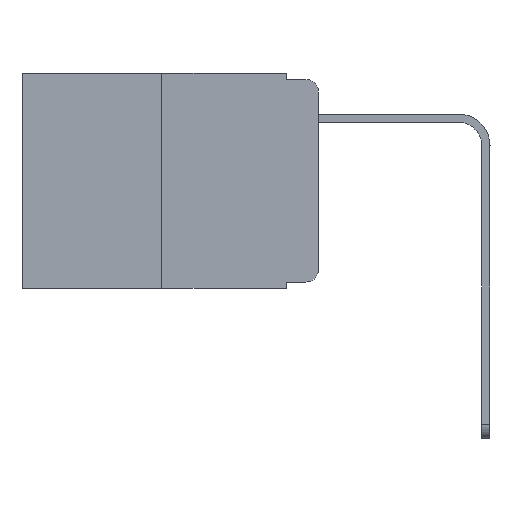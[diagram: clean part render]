
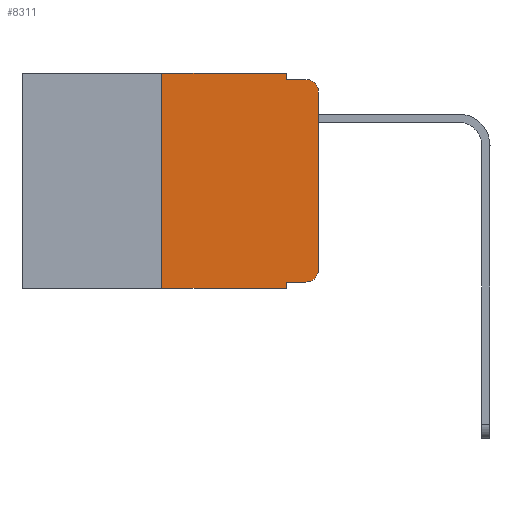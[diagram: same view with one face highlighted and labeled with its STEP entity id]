
A CAD part, left-side view. The second image highlights one B-rep face of the part: STEP entity #8311.
In plain terms, the highlighted planar face has unit normal (-1, 0, 0).
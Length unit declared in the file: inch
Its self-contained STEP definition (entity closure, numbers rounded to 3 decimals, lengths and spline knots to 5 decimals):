
#138 = EDGE_CURVE ( 'NONE', #12082, #2491, #4891, .T. ) ;
#588 = CARTESIAN_POINT ( 'NONE',  ( 0., 0., -0.03 ) ) ;
#1109 = CARTESIAN_POINT ( 'NONE',  ( 0., 0.051, -0.343 ) ) ;
#1386 = CIRCLE ( 'NONE', #5916, 0.02 ) ;
#1939 = CARTESIAN_POINT ( 'NONE',  ( 0., 0.051, -0.01 ) ) ;
#1993 = CARTESIAN_POINT ( 'NONE',  ( 0., 0.051, -0.333 ) ) ;
#2245 = AXIS2_PLACEMENT_3D ( 'NONE', #2388, #13189, #5563 ) ;
#2382 = DIRECTION ( 'NONE',  ( 0., -1., 0. ) ) ;
#2388 = CARTESIAN_POINT ( 'NONE',  ( 0., 0.02, -0.03 ) ) ;
#2491 = VERTEX_POINT ( 'NONE', #17356 ) ;
#2621 = CARTESIAN_POINT ( 'NONE',  ( 0., 0.473, 0. ) ) ;
#2656 = PLANE ( 'NONE',  #17109 ) ;
#2763 = VERTEX_POINT ( 'NONE', #11678 ) ;
#3651 = VECTOR ( 'NONE', #15522, 39.37008 ) ;
#4193 = DIRECTION ( 'NONE',  ( 0., -1., 0. ) ) ;
#4831 = EDGE_CURVE ( 'NONE', #13137, #6401, #13812, .T. ) ;
#4891 = CIRCLE ( 'NONE', #2245, 0.02 ) ;
#5056 = FACE_OUTER_BOUND ( 'NONE', #14248, .T. ) ;
#5129 = VERTEX_POINT ( 'NONE', #18773 ) ;
#5143 = LINE ( 'NONE', #5556, #5629 ) ;
#5265 = EDGE_CURVE ( 'NONE', #2763, #8616, #1386, .T. ) ;
#5448 = VERTEX_POINT ( 'NONE', #7032 ) ;
#5556 = CARTESIAN_POINT ( 'NONE',  ( 0., 0.051, 0. ) ) ;
#5563 = DIRECTION ( 'NONE',  ( 0., 0., -1. ) ) ;
#5629 = VECTOR ( 'NONE', #10114, 39.37008 ) ;
#5650 = ORIENTED_EDGE ( 'NONE', *, *, #8055, .T. ) ;
#5692 = DIRECTION ( 'NONE',  ( 1., 0., 0. ) ) ;
#5916 = AXIS2_PLACEMENT_3D ( 'NONE', #14737, #17856, #14542 ) ;
#6401 = VERTEX_POINT ( 'NONE', #1109 ) ;
#6919 = CARTESIAN_POINT ( 'NONE',  ( 0., 0.473, -0.343 ) ) ;
#7032 = CARTESIAN_POINT ( 'NONE',  ( 0., 0.051, 0. ) ) ;
#7298 = VECTOR ( 'NONE', #15303, 39.37008 ) ;
#7685 = LINE ( 'NONE', #1939, #19323 ) ;
#7781 = ORIENTED_EDGE ( 'NONE', *, *, #5265, .T. ) ;
#8055 = EDGE_CURVE ( 'NONE', #13137, #2763, #13221, .T. ) ;
#8068 = VECTOR ( 'NONE', #13564, 39.37008 ) ;
#8311 = ADVANCED_FACE ( 'NONE', ( #5056 ), #2656, .F. ) ;
#8616 = VERTEX_POINT ( 'NONE', #10571 ) ;
#9322 = LINE ( 'NONE', #6919, #16777 ) ;
#9642 = VECTOR ( 'NONE', #4193, 39.37008 ) ;
#9891 = EDGE_CURVE ( 'NONE', #5448, #5129, #5143, .T. ) ;
#9941 = CARTESIAN_POINT ( 'NONE',  ( 0., 0.25, -0.343 ) ) ;
#10051 = DIRECTION ( 'NONE',  ( 0., 0., -1. ) ) ;
#10114 = DIRECTION ( 'NONE',  ( 0., 0., -1. ) ) ;
#10392 = LINE ( 'NONE', #16725, #7298 ) ;
#10484 = ORIENTED_EDGE ( 'NONE', *, *, #16951, .F. ) ;
#10571 = CARTESIAN_POINT ( 'NONE',  ( 0., 0., -0.313 ) ) ;
#11158 = VERTEX_POINT ( 'NONE', #9941 ) ;
#11678 = CARTESIAN_POINT ( 'NONE',  ( 0., 0.02, -0.333 ) ) ;
#11991 = ORIENTED_EDGE ( 'NONE', *, *, #13246, .T. ) ;
#12005 = ORIENTED_EDGE ( 'NONE', *, *, #18874, .T. ) ;
#12082 = VERTEX_POINT ( 'NONE', #588 ) ;
#12297 = DIRECTION ( 'NONE',  ( 0., 0., 1. ) ) ;
#12617 = EDGE_CURVE ( 'NONE', #5129, #2491, #7685, .T. ) ;
#12654 = ORIENTED_EDGE ( 'NONE', *, *, #138, .T. ) ;
#12998 = LINE ( 'NONE', #2621, #9642 ) ;
#13137 = VERTEX_POINT ( 'NONE', #17394 ) ;
#13189 = DIRECTION ( 'NONE',  ( -1., 0., 0. ) ) ;
#13221 = LINE ( 'NONE', #1993, #3651 ) ;
#13246 = EDGE_CURVE ( 'NONE', #11158, #6401, #9322, .T. ) ;
#13564 = DIRECTION ( 'NONE',  ( 0., 0., -1. ) ) ;
#13812 = LINE ( 'NONE', #18209, #8068 ) ;
#14248 = EDGE_LOOP ( 'NONE', ( #12005, #12654, #16588, #17165, #10484, #16651, #11991, #16334, #5650, #7781 ) ) ;
#14542 = DIRECTION ( 'NONE',  ( 0., 0., -1. ) ) ;
#14737 = CARTESIAN_POINT ( 'NONE',  ( 0., 0.02, -0.313 ) ) ;
#14830 = LINE ( 'NONE', #18302, #18392 ) ;
#14864 = CARTESIAN_POINT ( 'NONE',  ( 0., 0.473, 0. ) ) ;
#15303 = DIRECTION ( 'NONE',  ( 0., 0., 1. ) ) ;
#15476 = EDGE_CURVE ( 'NONE', #11158, #18320, #10392, .T. ) ;
#15522 = DIRECTION ( 'NONE',  ( 0., -1., 0. ) ) ;
#16334 = ORIENTED_EDGE ( 'NONE', *, *, #4831, .F. ) ;
#16588 = ORIENTED_EDGE ( 'NONE', *, *, #12617, .F. ) ;
#16651 = ORIENTED_EDGE ( 'NONE', *, *, #15476, .F. ) ;
#16725 = CARTESIAN_POINT ( 'NONE',  ( 0., 0.25, 0. ) ) ;
#16777 = VECTOR ( 'NONE', #2382, 39.37008 ) ;
#16951 = EDGE_CURVE ( 'NONE', #18320, #5448, #12998, .T. ) ;
#17109 = AXIS2_PLACEMENT_3D ( 'NONE', #14864, #5692, #10051 ) ;
#17165 = ORIENTED_EDGE ( 'NONE', *, *, #9891, .F. ) ;
#17356 = CARTESIAN_POINT ( 'NONE',  ( 0., 0.02, -0.01 ) ) ;
#17394 = CARTESIAN_POINT ( 'NONE',  ( 0., 0.051, -0.333 ) ) ;
#17856 = DIRECTION ( 'NONE',  ( -1., 0., 0. ) ) ;
#18209 = CARTESIAN_POINT ( 'NONE',  ( 0., 0.051, 0. ) ) ;
#18302 = CARTESIAN_POINT ( 'NONE',  ( 0., 0., 0. ) ) ;
#18320 = VERTEX_POINT ( 'NONE', #18480 ) ;
#18392 = VECTOR ( 'NONE', #12297, 39.37008 ) ;
#18480 = CARTESIAN_POINT ( 'NONE',  ( 0., 0.25, 0. ) ) ;
#18650 = DIRECTION ( 'NONE',  ( 0., -1., 0. ) ) ;
#18773 = CARTESIAN_POINT ( 'NONE',  ( 0., 0.051, -0.01 ) ) ;
#18874 = EDGE_CURVE ( 'NONE', #8616, #12082, #14830, .T. ) ;
#19323 = VECTOR ( 'NONE', #18650, 39.37008 ) ;
